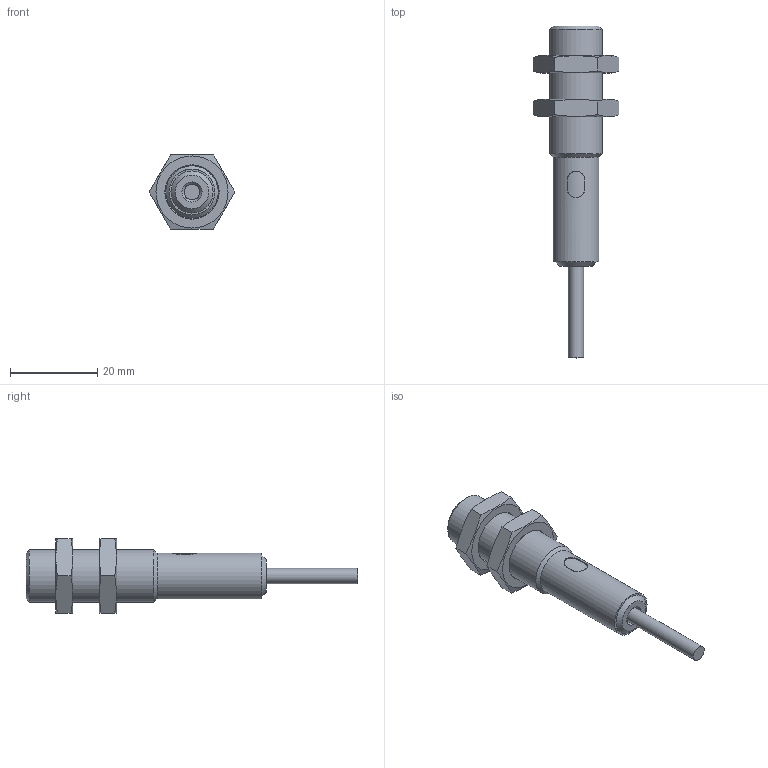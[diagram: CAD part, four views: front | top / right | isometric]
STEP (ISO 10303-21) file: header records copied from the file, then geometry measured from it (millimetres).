
FILE_DESCRIPTION(/* description */ ('DISO X xxx'),/* implementation_level */ '2;1');
FILE_NAME(/* name */ 'KDCT 12 V04 G3-4.stp',/* time_stamp */ '2015-07-21T11:27:47+02:00',/* author */ ('lck'),/* organization */ (''),/* preprocessor_version */ 'ST-DEVELOPER v15.6',/* originating_system */ 'Autodesk Inventor 2015',/* authorisation */ '');
FILE_SCHEMA (('AUTOMOTIVE_DESIGN { 1 0 10303 214 3 1 1 }'));
Length unit declared in the file: millimetre
Products named in the file (1): Bauteil307
Bounding box: 19.63 x 76 x 17.02 mm (x, y, z)
Volume: 6780.6 mm3; surface area: 3479.9 mm2
Topology: 1 solids, 1 shells, 49 faces, 108 edges, 71 vertices
Faces by surface type: plane 25, cone 13, cylinder 11
Full cylindrical faces by diameter (mm): 3.5 x1, 3.6 x1, 10.096 x1, 10.1 x1, 10.5 x1, 12 x3
Entity records: 1316 total; most frequent: CARTESIAN_POINT 310, DIRECTION 178, ORIENTED_EDGE 158, EDGE_LOOP 80, EDGE_CURVE 79, AXIS2_PLACEMENT_3D 79, VERTEX_POINT 63, FACE_OUTER_BOUND 49
